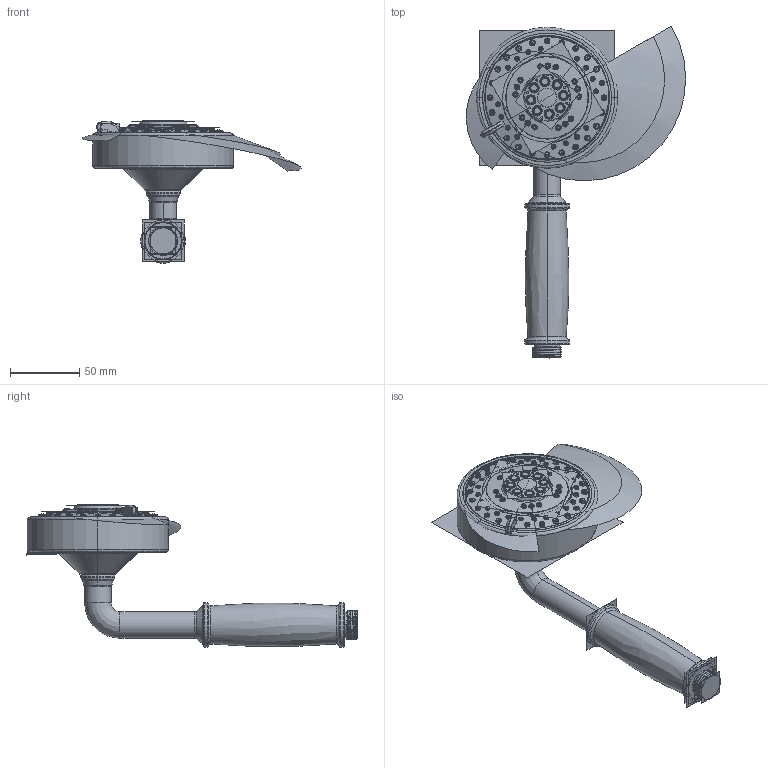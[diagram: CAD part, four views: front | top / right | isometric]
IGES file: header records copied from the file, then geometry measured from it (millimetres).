
Start section:  PTC IGES file: 283-3_asm.igs
Global section: file name: 283-3_asm.igs; native system: Creo Parametric by PTC Inc.; preprocessor: 2018400; author: jinson.thomas; organization: Unknown; date: 20201211.102604; units: inch
Bounding box: 157.94 x 239.03 x 102.7 mm (x, y, z)
Volume: 358206.1 mm3; surface area: 227329.4 mm2
Topology: 2 solids, 5 shells, 2130 faces, 10505 edges, 13581 vertices
Faces by surface type: revolution 1748, bspline 382
